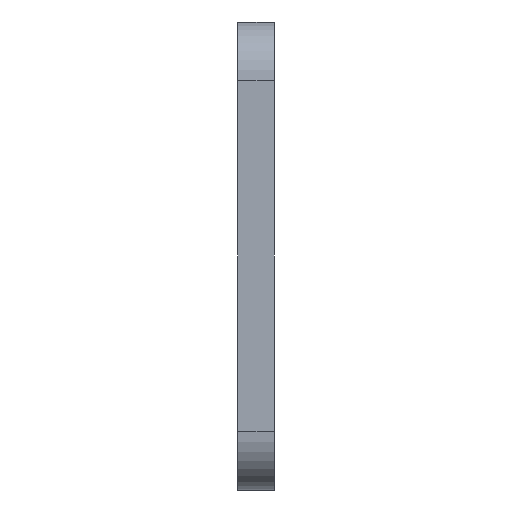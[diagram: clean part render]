
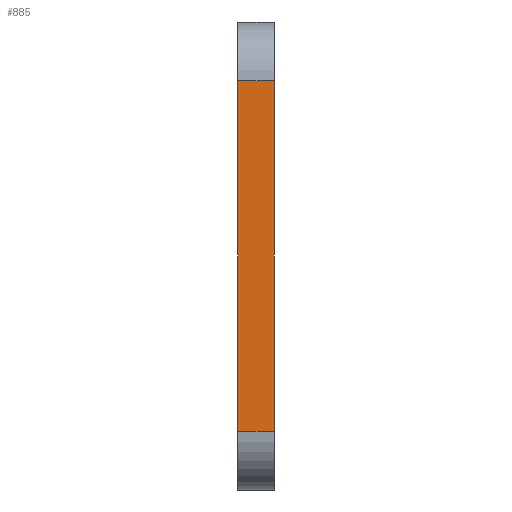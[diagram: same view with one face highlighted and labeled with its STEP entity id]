
A CAD part, left-side view. The second image highlights one B-rep face of the part: STEP entity #885.
In plain terms, the highlighted planar face has unit normal (-1, 0, 0).
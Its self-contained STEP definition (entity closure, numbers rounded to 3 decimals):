
#81 = AXIS2_PLACEMENT_3D ( 'NONE', #623, #260, #252 ) ;
#119 = CARTESIAN_POINT ( 'NONE',  ( -196.5, 1.25, 6. ) ) ;
#205 = ORIENTED_EDGE ( 'NONE', *, *, #1312, .T. ) ;
#211 = DIRECTION ( 'NONE',  ( 0., 0., 1. ) ) ;
#213 = VERTEX_POINT ( 'NONE', #1027 ) ;
#230 = CARTESIAN_POINT ( 'NONE',  ( -196.5, 1.25, 6. ) ) ;
#252 = DIRECTION ( 'NONE',  ( 0., 0., -1. ) ) ;
#260 = DIRECTION ( 'NONE',  ( 1., 0., 0. ) ) ;
#275 = PLANE ( 'NONE',  #81 ) ;
#398 = CARTESIAN_POINT ( 'NONE',  ( -196.5, 1.25, -6. ) ) ;
#399 = ORIENTED_EDGE ( 'NONE', *, *, #1226, .F. ) ;
#413 = VERTEX_POINT ( 'NONE', #230 ) ;
#435 = DIRECTION ( 'NONE',  ( 0., -1., 0. ) ) ;
#443 = DIRECTION ( 'NONE',  ( 0., 0., 1. ) ) ;
#479 = VERTEX_POINT ( 'NONE', #710 ) ;
#529 = ORIENTED_EDGE ( 'NONE', *, *, #1281, .T. ) ;
#623 = CARTESIAN_POINT ( 'NONE',  ( -196.5, 1.25, -6. ) ) ;
#638 = EDGE_LOOP ( 'NONE', ( #529, #782, #399, #205 ) ) ;
#710 = CARTESIAN_POINT ( 'NONE',  ( -196.5, 0., 6. ) ) ;
#782 = ORIENTED_EDGE ( 'NONE', *, *, #1252, .F. ) ;
#791 = CARTESIAN_POINT ( 'NONE',  ( -196.5, 1.25, -6. ) ) ;
#875 = VECTOR ( 'NONE', #920, 1000. ) ;
#885 = ADVANCED_FACE ( 'NONE', ( #1115 ), #275, .F. ) ;
#899 = LINE ( 'NONE', #1547, #901 ) ;
#901 = VECTOR ( 'NONE', #211, 1000. ) ;
#913 = LINE ( 'NONE', #791, #875 ) ;
#917 = LINE ( 'NONE', #119, #934 ) ;
#920 = DIRECTION ( 'NONE',  ( 0., -1., 0. ) ) ;
#933 = VECTOR ( 'NONE', #443, 1000. ) ;
#934 = VECTOR ( 'NONE', #435, 1000. ) ;
#953 = LINE ( 'NONE', #1007, #933 ) ;
#1007 = CARTESIAN_POINT ( 'NONE',  ( -196.5, 1.25, -6. ) ) ;
#1027 = CARTESIAN_POINT ( 'NONE',  ( -196.5, 0., -6. ) ) ;
#1115 = FACE_OUTER_BOUND ( 'NONE', #638, .T. ) ;
#1222 = VERTEX_POINT ( 'NONE', #398 ) ;
#1226 = EDGE_CURVE ( 'NONE', #1222, #413, #953, .T. ) ;
#1252 = EDGE_CURVE ( 'NONE', #413, #479, #917, .T. ) ;
#1281 = EDGE_CURVE ( 'NONE', #213, #479, #899, .T. ) ;
#1312 = EDGE_CURVE ( 'NONE', #1222, #213, #913, .T. ) ;
#1547 = CARTESIAN_POINT ( 'NONE',  ( -196.5, 0., -6. ) ) ;
